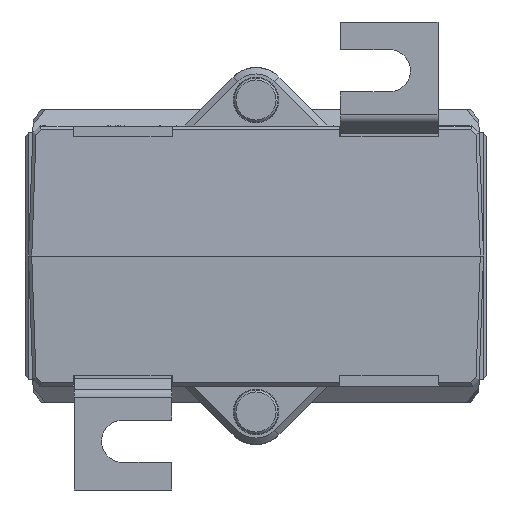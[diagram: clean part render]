
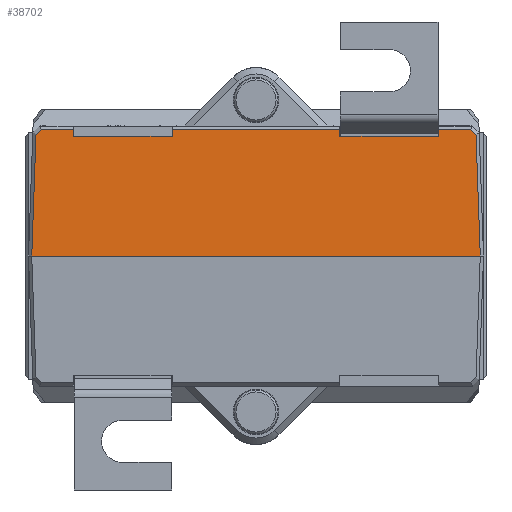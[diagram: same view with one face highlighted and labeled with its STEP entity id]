
A CAD part, front view. The second image highlights one B-rep face of the part: STEP entity #38702.
In plain terms, the highlighted planar face has unit normal (0, -0.999, 0.035).
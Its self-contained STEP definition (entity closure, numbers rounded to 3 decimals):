
#727 = CARTESIAN_POINT ( 'NONE',  ( -33.048, -35.319, 19.5 ) ) ;
#757 = CARTESIAN_POINT ( 'NONE',  ( 12.892, -35.357, 18.4 ) ) ;
#781 = CARTESIAN_POINT ( 'NONE',  ( -34.5, -36.001, -0.017 ) ) ;
#783 = DIRECTION ( 'NONE',  ( -0.731, -0.024, -0.682 ) ) ;
#784 = VECTOR ( 'NONE', #783, 1000. ) ;
#789 = FACE_OUTER_BOUND ( 'NONE', #38620, .T. ) ;
#791 = DIRECTION ( 'NONE',  ( 1., 0., 0. ) ) ;
#793 = VECTOR ( 'NONE', #791, 1000. ) ;
#795 = CARTESIAN_POINT ( 'NONE',  ( 33.845, -35.345, 18.758 ) ) ;
#801 = CARTESIAN_POINT ( 'NONE',  ( -33.986, -35.35, 18.626 ) ) ;
#802 = LINE ( 'NONE', #801, #784 ) ;
#805 = DIRECTION ( 'NONE',  ( 0.009, -0.035, -0.999 ) ) ;
#807 = VECTOR ( 'NONE', #805, 1000. ) ;
#808 = CARTESIAN_POINT ( 'NONE',  ( 13.049, -35.985, 0.419 ) ) ;
#809 = LINE ( 'NONE', #808, #807 ) ;
#813 = CARTESIAN_POINT ( 'NONE',  ( -12.882, -35.319, 19.5 ) ) ;
#816 = LINE ( 'NONE', #781, #903 ) ;
#818 = CARTESIAN_POINT ( 'NONE',  ( -35., -35.357, 18.4 ) ) ;
#820 = CARTESIAN_POINT ( 'NONE',  ( -33.844, -35.345, 18.758 ) ) ;
#823 = LINE ( 'NONE', #818, #793 ) ;
#827 = DIRECTION ( 'NONE',  ( -1., 0., 0. ) ) ;
#828 = VECTOR ( 'NONE', #827, 1000. ) ;
#833 = CARTESIAN_POINT ( 'NONE',  ( 28.108, -35.357, 18.4 ) ) ;
#837 = CARTESIAN_POINT ( 'NONE',  ( -35., -35.357, 18.4 ) ) ;
#838 = LINE ( 'NONE', #837, #828 ) ;
#840 = CARTESIAN_POINT ( 'NONE',  ( -28.118, -35.319, 19.5 ) ) ;
#849 = DIRECTION ( 'NONE',  ( -1., 0., 0. ) ) ;
#851 = VECTOR ( 'NONE', #849, 1000. ) ;
#854 = CARTESIAN_POINT ( 'NONE',  ( -28.108, -35.357, 18.4 ) ) ;
#857 = CARTESIAN_POINT ( 'NONE',  ( -33.265, -35.319, 19.5 ) ) ;
#859 = LINE ( 'NONE', #857, #851 ) ;
#862 = DIRECTION ( 'NONE',  ( 0.009, 0.035, 0.999 ) ) ;
#863 = VECTOR ( 'NONE', #862, 1000. ) ;
#865 = CARTESIAN_POINT ( 'NONE',  ( -13.054, -36.007, -0.191 ) ) ;
#867 = CARTESIAN_POINT ( 'NONE',  ( -12.892, -35.357, 18.4 ) ) ;
#869 = DIRECTION ( 'NONE',  ( 0.009, -0.035, -0.999 ) ) ;
#870 = VECTOR ( 'NONE', #869, 1000. ) ;
#877 = CARTESIAN_POINT ( 'NONE',  ( -27.948, -35.998, 0.061 ) ) ;
#879 = LINE ( 'NONE', #877, #870 ) ;
#895 = LINE ( 'NONE', #865, #863 ) ;
#896 = DIRECTION ( 'NONE',  ( -0.035, 0.035, 0.999 ) ) ;
#897 = VECTOR ( 'NONE', #896, 1000. ) ;
#898 = CARTESIAN_POINT ( 'NONE',  ( 34.415, -35.915, 2.421 ) ) ;
#901 = LINE ( 'NONE', #898, #897 ) ;
#902 = DIRECTION ( 'NONE',  ( -0.035, -0.035, -0.999 ) ) ;
#903 = VECTOR ( 'NONE', #902, 1000. ) ;
#960 = DIRECTION ( 'NONE',  ( 0., -0.035, -0.999 ) ) ;
#962 = DIRECTION ( 'NONE',  ( 0., -0.999, 0.035 ) ) ;
#963 = CARTESIAN_POINT ( 'NONE',  ( -35., -36., 0. ) ) ;
#965 = AXIS2_PLACEMENT_3D ( 'NONE', #963, #962, #960 ) ;
#966 = PLANE ( 'NONE',  #965 ) ;
#1014 = CARTESIAN_POINT ( 'NONE',  ( 33.048, -35.319, 19.5 ) ) ;
#1025 = DIRECTION ( 'NONE',  ( -1., 0., 0. ) ) ;
#1026 = VECTOR ( 'NONE', #1025, 1000. ) ;
#1031 = CARTESIAN_POINT ( 'NONE',  ( -33.265, -35.319, 19.5 ) ) ;
#1033 = LINE ( 'NONE', #1031, #1026 ) ;
#1036 = DIRECTION ( 'NONE',  ( 0.009, 0.035, 0.999 ) ) ;
#1037 = VECTOR ( 'NONE', #1036, 1000. ) ;
#1038 = CARTESIAN_POINT ( 'NONE',  ( 27.943, -36.019, -0.549 ) ) ;
#1039 = LINE ( 'NONE', #1038, #1037 ) ;
#1040 = CARTESIAN_POINT ( 'NONE',  ( 28.118, -35.319, 19.5 ) ) ;
#1041 = DIRECTION ( 'NONE',  ( -0.731, 0.024, 0.682 ) ) ;
#1042 = VECTOR ( 'NONE', #1041, 1000. ) ;
#1043 = CARTESIAN_POINT ( 'NONE',  ( 32.915, -35.315, 19.625 ) ) ;
#1044 = LINE ( 'NONE', #1043, #1042 ) ;
#1045 = DIRECTION ( 'NONE',  ( -1., 0., 0. ) ) ;
#1046 = VECTOR ( 'NONE', #1045, 1000. ) ;
#1047 = CARTESIAN_POINT ( 'NONE',  ( -33.265, -35.319, 19.5 ) ) ;
#1052 = LINE ( 'NONE', #1047, #1046 ) ;
#1057 = CARTESIAN_POINT ( 'NONE',  ( 12.882, -35.319, 19.5 ) ) ;
#18273 = CARTESIAN_POINT ( 'NONE',  ( -35., -36., 0. ) ) ;
#18275 = LINE ( 'NONE', #18273, #18393 ) ;
#18286 = CARTESIAN_POINT ( 'NONE',  ( -34.499, -36., 0. ) ) ;
#18386 = CARTESIAN_POINT ( 'NONE',  ( 34.5, -36., 0. ) ) ;
#18392 = DIRECTION ( 'NONE',  ( 1., 0., 0. ) ) ;
#18393 = VECTOR ( 'NONE', #18392, 1000. ) ;
#38620 = EDGE_LOOP ( 'NONE', ( #38626, #38686, #38678, #38697, #38677, #38690, #38679, #38688, #38747, #38740, #38668, #38674, #38663, #38742 ) ) ;
#38626 = ORIENTED_EDGE ( 'NONE', *, *, #38694, .F. ) ;
#38663 = ORIENTED_EDGE ( 'NONE', *, *, #38675, .F. ) ;
#38664 = VERTEX_POINT ( 'NONE', #757 ) ;
#38668 = ORIENTED_EDGE ( 'NONE', *, *, #38741, .F. ) ;
#38672 = EDGE_CURVE ( 'NONE', #38673, #38664, #838, .T. ) ;
#38673 = VERTEX_POINT ( 'NONE', #833 ) ;
#38674 = ORIENTED_EDGE ( 'NONE', *, *, #38672, .T. ) ;
#38675 = EDGE_CURVE ( 'NONE', #38746, #38664, #809, .T. ) ;
#38676 = VERTEX_POINT ( 'NONE', #813 ) ;
#38677 = ORIENTED_EDGE ( 'NONE', *, *, #38683, .T. ) ;
#38678 = ORIENTED_EDGE ( 'NONE', *, *, #38693, .F. ) ;
#38679 = ORIENTED_EDGE ( 'NONE', *, *, #44694, .T. ) ;
#38680 = VERTEX_POINT ( 'NONE', #727 ) ;
#38681 = EDGE_CURVE ( 'NONE', #38699, #38695, #823, .T. ) ;
#38682 = VERTEX_POINT ( 'NONE', #795 ) ;
#38683 = EDGE_CURVE ( 'NONE', #38680, #38689, #802, .T. ) ;
#38684 = EDGE_CURVE ( 'NONE', #38689, #44696, #816, .T. ) ;
#38685 = EDGE_CURVE ( 'NONE', #44698, #38682, #901, .T. ) ;
#38686 = ORIENTED_EDGE ( 'NONE', *, *, #38681, .F. ) ;
#38688 = ORIENTED_EDGE ( 'NONE', *, *, #38685, .T. ) ;
#38689 = VERTEX_POINT ( 'NONE', #820 ) ;
#38690 = ORIENTED_EDGE ( 'NONE', *, *, #38684, .T. ) ;
#38691 = VERTEX_POINT ( 'NONE', #840 ) ;
#38693 = EDGE_CURVE ( 'NONE', #38691, #38699, #879, .T. ) ;
#38694 = EDGE_CURVE ( 'NONE', #38695, #38676, #895, .T. ) ;
#38695 = VERTEX_POINT ( 'NONE', #867 ) ;
#38697 = ORIENTED_EDGE ( 'NONE', *, *, #38698, .T. ) ;
#38698 = EDGE_CURVE ( 'NONE', #38691, #38680, #859, .T. ) ;
#38699 = VERTEX_POINT ( 'NONE', #854 ) ;
#38702 = ADVANCED_FACE ( 'NONE', ( #789 ), #966, .T. ) ;
#38738 = EDGE_CURVE ( 'NONE', #38748, #38743, #1052, .T. ) ;
#38739 = EDGE_CURVE ( 'NONE', #38682, #38748, #1044, .T. ) ;
#38740 = ORIENTED_EDGE ( 'NONE', *, *, #38738, .T. ) ;
#38741 = EDGE_CURVE ( 'NONE', #38673, #38743, #1039, .T. ) ;
#38742 = ORIENTED_EDGE ( 'NONE', *, *, #38744, .T. ) ;
#38743 = VERTEX_POINT ( 'NONE', #1040 ) ;
#38744 = EDGE_CURVE ( 'NONE', #38746, #38676, #1033, .T. ) ;
#38746 = VERTEX_POINT ( 'NONE', #1057 ) ;
#38747 = ORIENTED_EDGE ( 'NONE', *, *, #38739, .T. ) ;
#38748 = VERTEX_POINT ( 'NONE', #1014 ) ;
#44694 = EDGE_CURVE ( 'NONE', #44696, #44698, #18275, .T. ) ;
#44696 = VERTEX_POINT ( 'NONE', #18286 ) ;
#44698 = VERTEX_POINT ( 'NONE', #18386 ) ;
